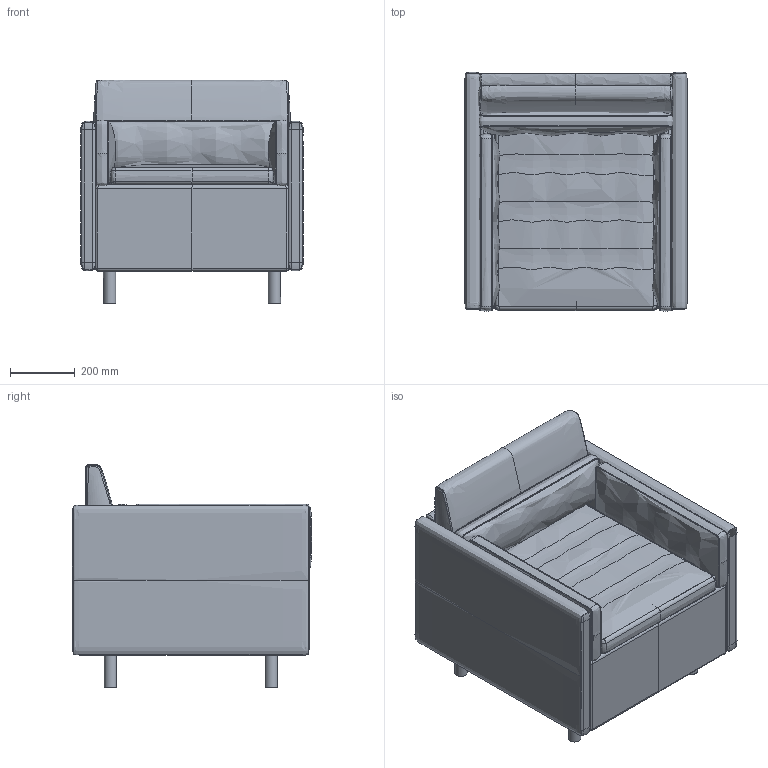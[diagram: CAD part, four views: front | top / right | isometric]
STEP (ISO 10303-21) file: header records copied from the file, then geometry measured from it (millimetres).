
FILE_DESCRIPTION(/* description */ (''),/* implementation_level */ '2;1');
FILE_NAME(/* name */ 'Salon_CB-561_3D',/* time_stamp */ '2023-10-06T12:40:31+02:00',/* author */ (''),/* organization */ (''),/* preprocessor_version */ 'ST-DEVELOPER v16.5',/* originating_system */ 'Rhino 7.31',/* authorisation */ '');
FILE_SCHEMA (('AUTOMOTIVE_DESIGN'));
Length unit declared in the file: centimetre
Products named in the file (2): Document; Salon_CB-561
Assembly tree (1 placements, depth 2):
  Document
    Salon_CB-561
Bounding box: 686 x 736.97 x 690.48 mm (x, y, z)
Volume: 133690749.6 mm3; surface area: 6018841.1 mm2
Topology: 7 solids, 35 shells, 182 faces, 451 edges, 300 vertices
Faces by surface type: bspline 128, plane 32, cylinder 22
Full cylindrical faces by diameter (mm): 38 x4
Entity records: 55097 total; most frequent: CARTESIAN_POINT 52275, ORIENTED_EDGE 697, EDGE_CURVE 449, VERTEX_POINT 300, B_SPLINE_CURVE_WITH_KNOTS 189, ADVANCED_FACE 182, FACE_OUTER_BOUND 182, EDGE_LOOP 182
